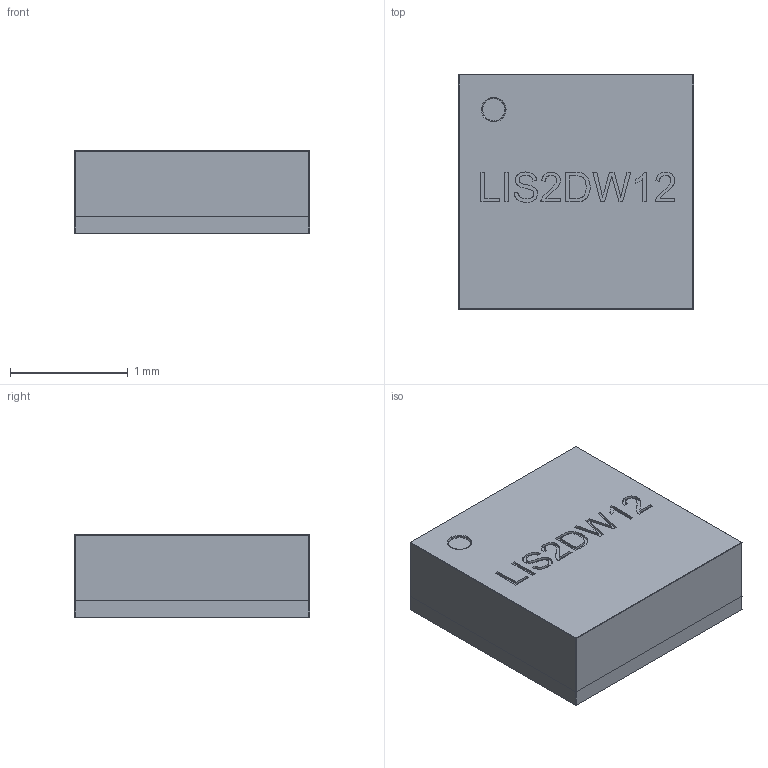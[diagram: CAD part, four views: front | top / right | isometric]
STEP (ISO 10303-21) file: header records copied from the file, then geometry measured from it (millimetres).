
FILE_DESCRIPTION (( 'STEP AP203' ), '1' );
FILE_NAME ('User Library-LIS2DW12-1.STEP', '2019-06-11T12:58:39', ( '' ), ( '' ), 'SwSTEP 2.0', 'SolidWorks 2019', '' );
FILE_SCHEMA (( 'CONFIG_CONTROL_DESIGN' ));
Length unit declared in the file: millimetre
Products named in the file (15): User Library-LIS2DW12-1_Part_665; User Library-LIS2DW12-1_Part_667; User Library-LIS2DW12-1_Part_1030; User Library-LIS2DW12-1_Part_674; User Library-LIS2DW12-1_Part_666; User Library-LIS2DW12-1_Part_669; User Library-LIS2DW12-1_Part_673; User Library-LIS2DW12-1_Part_664; User Library-LIS2DW12-1_Part_668; User Library-LIS2DW12-1_Part_671; User Library-LIS2DW12-1; User Library-LIS2DW12-1_Part_647; User Library-LIS2DW12-1_Part_34236; User Library-LIS2DW12-1_Part_672; User Library-LIS2DW12-1_Part_670
Assembly tree (14 placements, depth 2):
  User Library-LIS2DW12-1
    User Library-LIS2DW12-1_Part_674
    User Library-LIS2DW12-1_Part_673
    User Library-LIS2DW12-1_Part_672
    User Library-LIS2DW12-1_Part_671
    User Library-LIS2DW12-1_Part_670
    User Library-LIS2DW12-1_Part_669
    User Library-LIS2DW12-1_Part_668
    User Library-LIS2DW12-1_Part_667
    User Library-LIS2DW12-1_Part_666
    User Library-LIS2DW12-1_Part_665
    User Library-LIS2DW12-1_Part_664
    User Library-LIS2DW12-1_Part_647
    User Library-LIS2DW12-1_Part_34236
    User Library-LIS2DW12-1_Part_1030
Bounding box: 2 x 2 x 0.7 mm (x, y, z)
Volume: 2.8 mm3; surface area: 23.7 mm2
Topology: 14 solids, 14 shells, 317 faces, 793 edges, 522 vertices
Faces by surface type: plane 200, bspline 100, cylinder 17
Entity records: 11894 total; most frequent: CARTESIAN_POINT 3361, ORIENTED_EDGE 1578, DIRECTION 1111, EDGE_CURVE 789, VECTOR 559, LINE 559, VERTEX_POINT 522, EDGE_LOOP 339
